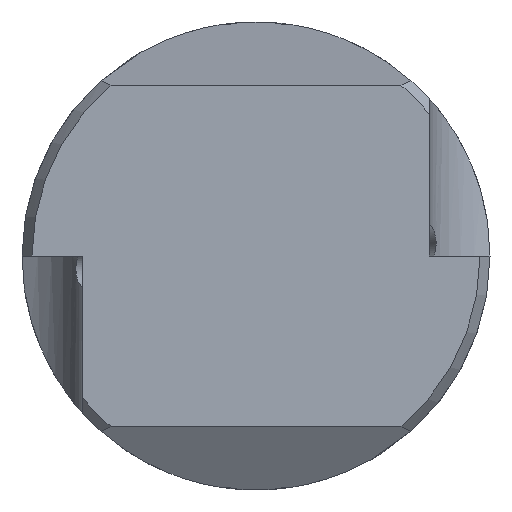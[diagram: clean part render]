
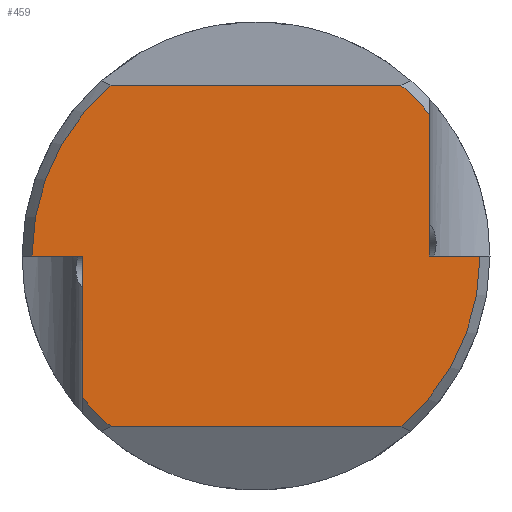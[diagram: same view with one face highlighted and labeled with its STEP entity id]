
A CAD part, left-side view. The second image highlights one B-rep face of the part: STEP entity #459.
In plain terms, the highlighted planar face has unit normal (-1, 0, 0).
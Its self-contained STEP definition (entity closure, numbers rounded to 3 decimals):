
#397=PLANE('',#888);
#419=LINE('',#1164,#435);
#420=LINE('',#1168,#436);
#421=LINE('',#1170,#437);
#422=LINE('',#1174,#438);
#423=LINE('',#1178,#439);
#424=LINE('',#1180,#440);
#435=VECTOR('',#974,1.);
#436=VECTOR('',#977,1.);
#437=VECTOR('',#978,1.);
#438=VECTOR('',#981,1.);
#439=VECTOR('',#984,1.);
#440=VECTOR('',#985,1.);
#459=ADVANCED_FACE('',(#508),#397,.F.);
#508=FACE_OUTER_BOUND('',#524,.T.);
#524=EDGE_LOOP('',(#602,#603,#604,#605,#606,#607,#608,#609,#610,#611));
#602=ORIENTED_EDGE('',*,*,#779,.T.);
#603=ORIENTED_EDGE('',*,*,#789,.F.);
#604=ORIENTED_EDGE('',*,*,#790,.T.);
#605=ORIENTED_EDGE('',*,*,#791,.F.);
#606=ORIENTED_EDGE('',*,*,#792,.F.);
#607=ORIENTED_EDGE('',*,*,#793,.T.);
#608=ORIENTED_EDGE('',*,*,#794,.F.);
#609=ORIENTED_EDGE('',*,*,#795,.T.);
#610=ORIENTED_EDGE('',*,*,#796,.F.);
#611=ORIENTED_EDGE('',*,*,#797,.F.);
#726=VERTEX_POINT('',#1130);
#727=VERTEX_POINT('',#1132);
#736=VERTEX_POINT('',#1165);
#737=VERTEX_POINT('',#1167);
#738=VERTEX_POINT('',#1169);
#739=VERTEX_POINT('',#1171);
#740=VERTEX_POINT('',#1173);
#741=VERTEX_POINT('',#1175);
#742=VERTEX_POINT('',#1177);
#743=VERTEX_POINT('',#1179);
#779=EDGE_CURVE('',#727,#726,#845,.T.);
#789=EDGE_CURVE('',#736,#726,#419,.T.);
#790=EDGE_CURVE('',#736,#737,#849,.T.);
#791=EDGE_CURVE('',#738,#737,#420,.T.);
#792=EDGE_CURVE('',#739,#738,#421,.T.);
#793=EDGE_CURVE('',#739,#740,#850,.T.);
#794=EDGE_CURVE('',#741,#740,#422,.T.);
#795=EDGE_CURVE('',#741,#742,#851,.T.);
#796=EDGE_CURVE('',#743,#742,#423,.T.);
#797=EDGE_CURVE('',#727,#743,#424,.T.);
#845=CIRCLE('',#877,25.845);
#849=CIRCLE('',#885,25.845);
#850=CIRCLE('',#886,25.845);
#851=CIRCLE('',#887,25.845);
#877=AXIS2_PLACEMENT_3D('',#1131,#956,#957);
#885=AXIS2_PLACEMENT_3D('',#1166,#975,#976);
#886=AXIS2_PLACEMENT_3D('',#1172,#979,#980);
#887=AXIS2_PLACEMENT_3D('',#1176,#982,#983);
#888=AXIS2_PLACEMENT_3D('',#1181,#986,#987);
#956=DIRECTION('',(-1.,0.,0.));
#957=DIRECTION('',(0.,0.,1.));
#974=DIRECTION('',(0.,1.,0.));
#975=DIRECTION('',(-1.,0.,0.));
#976=DIRECTION('',(0.,0.,1.));
#977=DIRECTION('',(0.,-1.,0.));
#978=DIRECTION('',(0.,0.,-1.));
#979=DIRECTION('',(-1.,0.,0.));
#980=DIRECTION('',(0.,0.,1.));
#981=DIRECTION('',(0.,-1.,0.));
#982=DIRECTION('',(-1.,0.,0.));
#983=DIRECTION('',(0.,0.,1.));
#984=DIRECTION('',(0.,1.,0.));
#985=DIRECTION('',(0.,0.,1.));
#986=DIRECTION('',(1.,0.,0.));
#987=DIRECTION('',(0.,0.,-1.));
#1130=CARTESIAN_POINT('',(0.,16.73,-19.7));
#1131=CARTESIAN_POINT('',(0.,0.,0.));
#1132=CARTESIAN_POINT('',(0.,20.,-16.37));
#1164=CARTESIAN_POINT('',(0.,-361.787,-19.7));
#1165=CARTESIAN_POINT('',(0.,-16.73,-19.7));
#1166=CARTESIAN_POINT('',(0.,0.,0.));
#1167=CARTESIAN_POINT('',(0.,-25.845,0.));
#1168=CARTESIAN_POINT('',(0.,-20.,0.));
#1169=CARTESIAN_POINT('',(0.,-20.,0.));
#1170=CARTESIAN_POINT('',(0.,-20.,27.));
#1171=CARTESIAN_POINT('',(0.,-20.,16.37));
#1172=CARTESIAN_POINT('',(0.,0.,0.));
#1173=CARTESIAN_POINT('',(0.,-16.73,19.7));
#1174=CARTESIAN_POINT('',(0.,361.787,19.7));
#1175=CARTESIAN_POINT('',(0.,16.73,19.7));
#1176=CARTESIAN_POINT('',(0.,0.,0.));
#1177=CARTESIAN_POINT('',(0.,25.845,0.));
#1178=CARTESIAN_POINT('',(0.,20.,0.));
#1179=CARTESIAN_POINT('',(0.,20.,0.));
#1180=CARTESIAN_POINT('',(0.,20.,-27.));
#1181=CARTESIAN_POINT('',(0.,3.55,0.));
